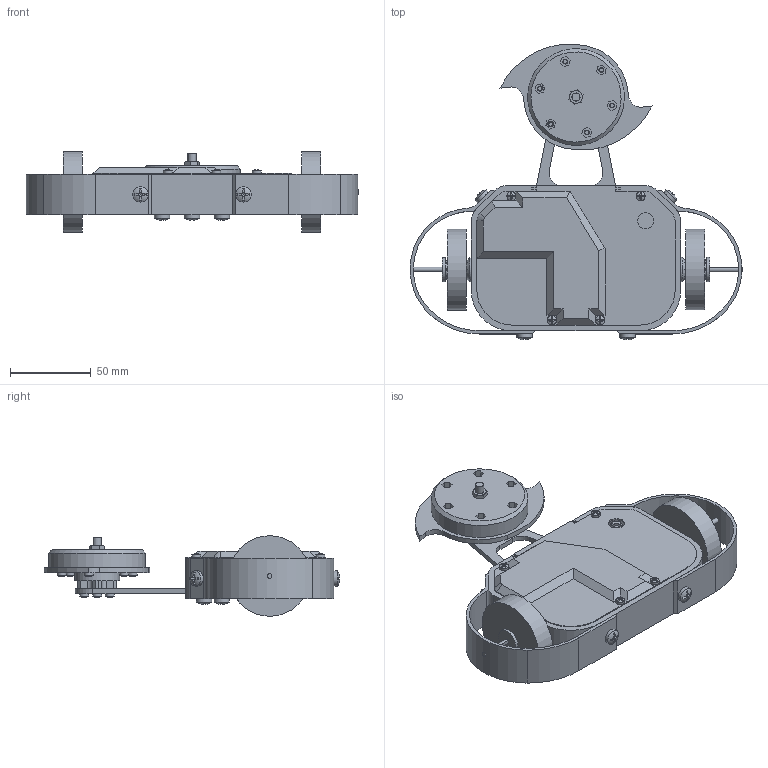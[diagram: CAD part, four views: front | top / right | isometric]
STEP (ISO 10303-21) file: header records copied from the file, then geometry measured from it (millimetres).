
FILE_DESCRIPTION(/* description */ ('STEP AP242','CAx-IF Rec.Pracs.---Representation and Presentation of Product Manufacturing Information (PMI)---4.0---2014-10-13','CAx-IF Rec.Pracs.---3D Tessellated Geometry---0.4---2014-09-14','2;1'),/* implementation_level */ '2;1');
FILE_NAME(/* name */ '678d1e70174af2356da258b9',/* time_stamp */ '2025-01-19T15:46:57Z',/* author */ (''),/* organization */ (''),/* preprocessor_version */ 'ST-DEVELOPER v20',/* originating_system */ 'ONSHAPE BY PTC INC, 1.192',/* authorisation */ ' ');
FILE_SCHEMA (('AP242_MANAGED_MODEL_BASED_3D_ENGINEERING_MIM_LF { 1 0 10303 442 1 1 4 }'));
Length unit declared in the file: metre
Products named in the file (19): Assembly 1; PH Pan head screw M5x0.80 x 10; FingerTech_Silver_Spark_11; PH Pan head screw M3x0.50 x 10; PH Pan head screw M3x0.50 x 6; Hex thin nut grade A & B M3x0.5; Front Face; Right Wheel Armor; Lid; Part 6; Tire; Left Wheel Armor; Weapon Arm; Hex thin nut grade A & B M5x0.8; Disc; 2207-motor; Hub; Unibody Shell
Assembly tree (48 placements, depth 2):
  Assembly 1
    PH Pan head screw M5x0.80 x 10  x8
    FingerTech_Silver_Spark_11  x2
    PH Pan head screw M3x0.50 x 10  x6
    PH Pan head screw M3x0.50 x 6  x8
    Hex thin nut grade A & B M3x0.5  x5
    Front Face
    Right Wheel Armor
    FingerTech_Silver_Spark_11  x2
    Lid
    Part 6  x2
    Tire  x2
    Left Wheel Armor
    Weapon Arm
    Hex thin nut grade A & B M5x0.8  x4
    Disc
    2207-motor
    Hub
    Unibody Shell
Bounding box: 206.02 x 183.46 x 50 mm (x, y, z)
Volume: 228039.9 mm3; surface area: 145067.1 mm2
Topology: 48 solids, 48 shells, 1580 faces, 4107 edges, 2656 vertices
Faces by surface type: plane 1084, cylinder 251, cone 177, torus 38, sphere 22, bspline 8
Full cylindrical faces by diameter (mm): 1.1 x4, 1.651 x4, 2.184 x8, 2.459 x5, 2.66 x4, 2.8 x4, 2.9 x4, 3 x28, 3.2 x4, 3.5 x6, 4.134 x4, 4.7 x2, 5 x9, 5.1 x1, 5.5 x16, 5.6 x14, 5.92 x2, 8 x1, 8.915 x2, 9.5 x8, 10 x3, 15 x4, 15.5 x2, 16 x4, 16.08 x2, 17 x2, 28 x1, 30 x1, 37 x1, 50 x2
Entity records: 21209 total; most frequent: CARTESIAN_POINT 3975, DIRECTION 3374, ORIENTED_EDGE 3244, EDGE_CURVE 1622, AXIS2_PLACEMENT_3D 1152, VERTEX_POINT 1128, LINE 1070, VECTOR 1070
